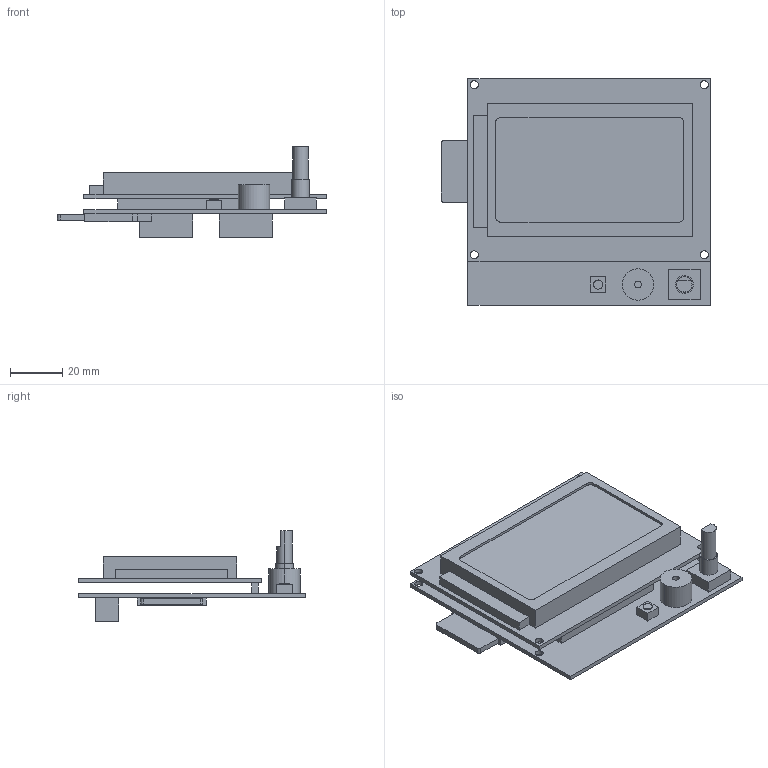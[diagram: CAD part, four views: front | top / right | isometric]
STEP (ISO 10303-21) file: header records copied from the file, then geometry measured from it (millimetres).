
FILE_DESCRIPTION (( 'STEP AP214' ), '1' );
FILE_NAME ('Full Graphic Smart Controller.STEP', '2015-01-02T17:23:51', ( '' ), ( '' ), 'SwSTEP 2.0', 'SolidWorks 2013', '' );
FILE_SCHEMA (( 'AUTOMOTIVE_DESIGN' ));
Length unit declared in the file: millimetre
Products named in the file (1): Full Graphic Smart Controller
Bounding box: 102.9 x 86.75 x 34.7 mm (x, y, z)
Volume: 61285.6 mm3; surface area: 36297.6 mm2
Topology: 1 solids, 1 shells, 117 faces, 300 edges, 200 vertices
Faces by surface type: plane 85, cylinder 32
Entity records: 4761 total; most frequent: CARTESIAN_POINT 618, DIRECTION 602, ORIENTED_EDGE 600, EDGE_CURVE 300, LINE 234, VECTOR 234, VERTEX_POINT 200, AXIS2_PLACEMENT_3D 184
